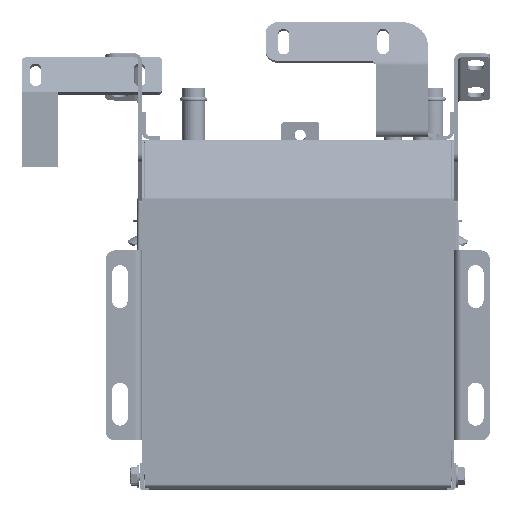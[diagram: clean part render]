
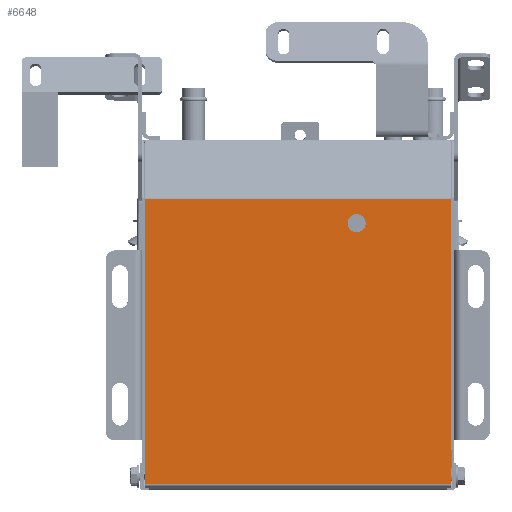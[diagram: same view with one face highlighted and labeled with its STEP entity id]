
A CAD part, front view. The second image highlights one B-rep face of the part: STEP entity #6648.
In plain terms, the highlighted planar face has unit normal (0, -1, 0).
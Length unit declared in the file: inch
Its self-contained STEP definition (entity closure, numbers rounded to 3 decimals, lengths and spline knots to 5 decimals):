
#1258 = DIRECTION ( 'NONE',  ( 0., 1., 0. ) ) ;
#2370 = DIRECTION ( 'NONE',  ( 0., 0., 1. ) ) ;
#6648 = ADVANCED_FACE ( 'NONE', ( #50527, #52737 ), #66255, .F. ) ;
#9461 = LINE ( 'NONE', #201334, #37863 ) ;
#15348 = EDGE_LOOP ( 'NONE', ( #118620, #189592 ) ) ;
#15557 = DIRECTION ( 'NONE',  ( 1., 0., 0. ) ) ;
#19094 = DIRECTION ( 'NONE',  ( 0., 0., 1. ) ) ;
#19894 = ORIENTED_EDGE ( 'NONE', *, *, #202799, .F. ) ;
#24748 = VERTEX_POINT ( 'NONE', #102027 ) ;
#26312 = CIRCLE ( 'NONE', #126764, 0.25 ) ;
#26610 = LINE ( 'NONE', #76050, #154891 ) ;
#26908 = VERTEX_POINT ( 'NONE', #125574 ) ;
#35900 = CARTESIAN_POINT ( 'NONE',  ( 47.44405, 10.57535, -5.5625 ) ) ;
#36772 = VERTEX_POINT ( 'NONE', #83972 ) ;
#37689 = DIRECTION ( 'NONE',  ( 0., 0., -1. ) ) ;
#37863 = VECTOR ( 'NONE', #184478, 39.37008 ) ;
#38601 = DIRECTION ( 'NONE',  ( 0., 0., 1. ) ) ;
#45747 = CARTESIAN_POINT ( 'NONE',  ( 43.20967, 10.57535, -1.59179 ) ) ;
#50527 = FACE_OUTER_BOUND ( 'NONE', #81545, .T. ) ;
#52737 = FACE_BOUND ( 'NONE', #15348, .T. ) ;
#55042 = CARTESIAN_POINT ( 'NONE',  ( 49.06905, 10.57535, -2.25 ) ) ;
#66255 = PLANE ( 'NONE',  #181867 ) ;
#69054 = VECTOR ( 'NONE', #15557, 39.37008 ) ;
#72495 = CARTESIAN_POINT ( 'NONE',  ( 51.67842, 10.57535, -5.5625 ) ) ;
#75731 = ORIENTED_EDGE ( 'NONE', *, *, #82824, .T. ) ;
#76050 = CARTESIAN_POINT ( 'NONE',  ( 47.44405, 10.57535, -9.46875 ) ) ;
#81545 = EDGE_LOOP ( 'NONE', ( #75731, #19894, #199347, #92089 ) ) ;
#82824 = EDGE_CURVE ( 'NONE', #171241, #36772, #9461, .T. ) ;
#83972 = CARTESIAN_POINT ( 'NONE',  ( 43.20967, 10.57535, -9.46875 ) ) ;
#92089 = ORIENTED_EDGE ( 'NONE', *, *, #220245, .F. ) ;
#98648 = CARTESIAN_POINT ( 'NONE',  ( 47.44405, 10.57535, -1.59179 ) ) ;
#102027 = CARTESIAN_POINT ( 'NONE',  ( 51.67842, 10.57535, -1.59179 ) ) ;
#102164 = DIRECTION ( 'NONE',  ( 0., 1., 0. ) ) ;
#104006 = VERTEX_POINT ( 'NONE', #135249 ) ;
#118620 = ORIENTED_EDGE ( 'NONE', *, *, #126145, .T. ) ;
#121894 = LINE ( 'NONE', #72495, #178918 ) ;
#123893 = DIRECTION ( 'NONE',  ( 0., 1., 0. ) ) ;
#125574 = CARTESIAN_POINT ( 'NONE',  ( 49.06905, 10.57535, -2.5 ) ) ;
#126145 = EDGE_CURVE ( 'NONE', #104006, #26908, #26312, .T. ) ;
#126764 = AXIS2_PLACEMENT_3D ( 'NONE', #127261, #123893, #38601 ) ;
#127261 = CARTESIAN_POINT ( 'NONE',  ( 49.06905, 10.57535, -2.25 ) ) ;
#135249 = CARTESIAN_POINT ( 'NONE',  ( 49.06905, 10.57535, -2. ) ) ;
#142732 = CARTESIAN_POINT ( 'NONE',  ( 51.67842, 10.57535, -9.46875 ) ) ;
#154451 = EDGE_CURVE ( 'NONE', #26908, #104006, #199338, .T. ) ;
#154891 = VECTOR ( 'NONE', #179314, 39.37008 ) ;
#166958 = AXIS2_PLACEMENT_3D ( 'NONE', #55042, #1258, #2370 ) ;
#171241 = VERTEX_POINT ( 'NONE', #45747 ) ;
#178918 = VECTOR ( 'NONE', #37689, 39.37008 ) ;
#179314 = DIRECTION ( 'NONE',  ( -1., 0., 0. ) ) ;
#181867 = AXIS2_PLACEMENT_3D ( 'NONE', #35900, #102164, #19094 ) ;
#184478 = DIRECTION ( 'NONE',  ( 0., 0., -1. ) ) ;
#189474 = LINE ( 'NONE', #98648, #69054 ) ;
#189592 = ORIENTED_EDGE ( 'NONE', *, *, #154451, .T. ) ;
#199338 = CIRCLE ( 'NONE', #166958, 0.25 ) ;
#199347 = ORIENTED_EDGE ( 'NONE', *, *, #212897, .F. ) ;
#201334 = CARTESIAN_POINT ( 'NONE',  ( 43.20967, 10.57535, -5.5625 ) ) ;
#202799 = EDGE_CURVE ( 'NONE', #219690, #36772, #26610, .T. ) ;
#212897 = EDGE_CURVE ( 'NONE', #24748, #219690, #121894, .T. ) ;
#219690 = VERTEX_POINT ( 'NONE', #142732 ) ;
#220245 = EDGE_CURVE ( 'NONE', #171241, #24748, #189474, .T. ) ;
